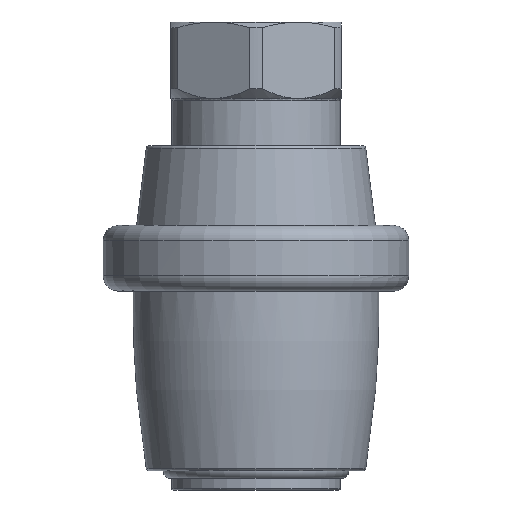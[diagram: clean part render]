
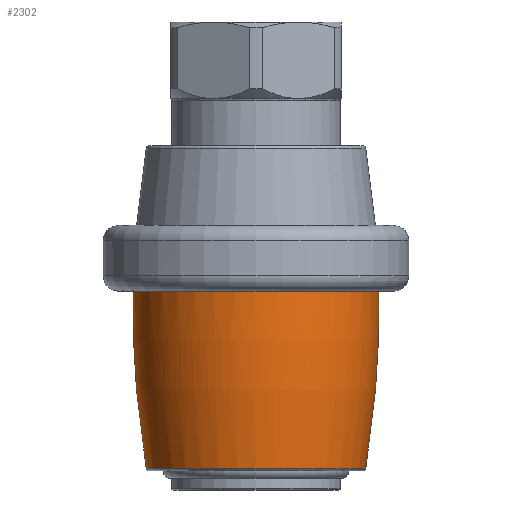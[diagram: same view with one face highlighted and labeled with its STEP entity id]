
A CAD part, front view. The second image highlights one B-rep face of the part: STEP entity #2302.
In plain terms, the highlighted toroidal (fillet/blend) face has major radius 110.1 mm and minor radius 126 mm.
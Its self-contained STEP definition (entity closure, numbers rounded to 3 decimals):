
#26=DEGENERATE_TOROIDAL_SURFACE('',#2477,110.1,126.,.F.);
#454=ORIENTED_EDGE('',*,*,#704,.T.);
#455=ORIENTED_EDGE('',*,*,#705,.F.);
#704=EDGE_CURVE('',#857,#857,#961,.T.);
#705=EDGE_CURVE('',#858,#858,#962,.T.);
#857=VERTEX_POINT('',#3539);
#858=VERTEX_POINT('',#3542);
#961=CIRCLE('',#2476,15.881);
#962=CIRCLE('',#2478,14.194);
#1098=EDGE_LOOP('',(#454));
#1099=EDGE_LOOP('',(#455));
#1305=FACE_BOUND('',#1098,.T.);
#1306=FACE_BOUND('',#1099,.T.);
#2302=ADVANCED_FACE('',(#1305,#1306),#26,.F.);
#2476=AXIS2_PLACEMENT_3D('',#3538,#2804,#2805);
#2477=AXIS2_PLACEMENT_3D('',#3540,#2806,#2807);
#2478=AXIS2_PLACEMENT_3D('',#3541,#2808,#2809);
#2804=DIRECTION('',(0.,0.,-1.));
#2805=DIRECTION('',(0.,1.,0.));
#2806=DIRECTION('',(0.,0.,-1.));
#2807=DIRECTION('',(0.,1.,0.));
#2808=DIRECTION('',(0.,0.,-1.));
#2809=DIRECTION('',(0.,1.,0.));
#3538=CARTESIAN_POINT('',(0.,0.,25.7));
#3539=CARTESIAN_POINT('',(0.,15.881,25.7));
#3540=CARTESIAN_POINT('',(0.,0.,23.5));
#3541=CARTESIAN_POINT('',(0.,0.,2.834));
#3542=CARTESIAN_POINT('',(0.,14.194,2.834));
